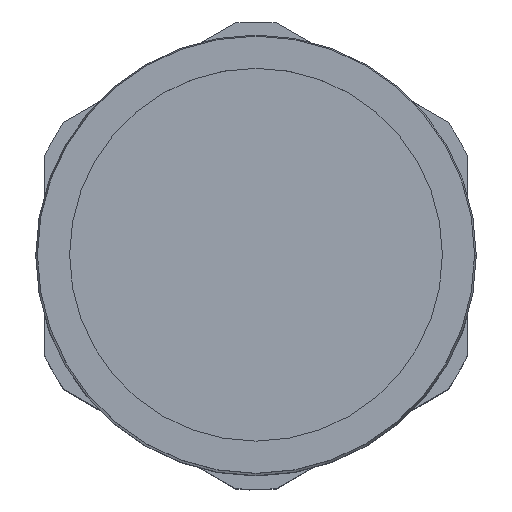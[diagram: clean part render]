
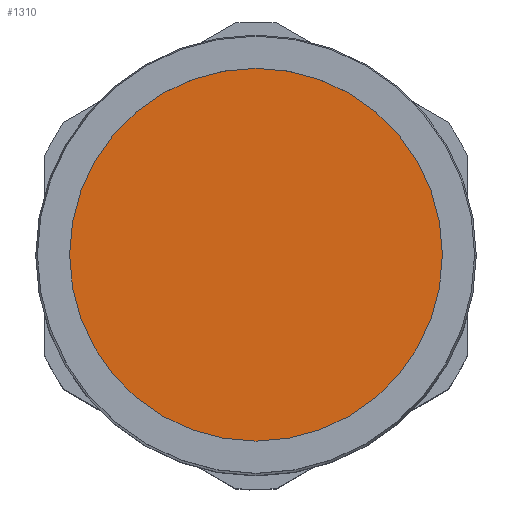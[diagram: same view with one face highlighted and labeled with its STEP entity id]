
A CAD part, top view. The second image highlights one B-rep face of the part: STEP entity #1310.
In plain terms, the highlighted planar face has unit normal (0, 0, 1).
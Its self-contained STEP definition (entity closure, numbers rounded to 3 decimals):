
#189=CARTESIAN_POINT('',(0.,0.,-30.75));
#190=DIRECTION('',(0.,0.,1.));
#191=DIRECTION('',(-1.,0.,0.));
#192=AXIS2_PLACEMENT_3D('',#189,#190,#191);
#194=CARTESIAN_POINT('',(0.,0.,-30.75));
#195=DIRECTION('',(0.,0.,1.));
#196=DIRECTION('',(1.,0.,0.));
#197=AXIS2_PLACEMENT_3D('',#194,#195,#196);
#1051=CARTESIAN_POINT('',(-11.,0.,-30.75));
#1052=CARTESIAN_POINT('',(11.,0.,-30.75));
#1053=VERTEX_POINT('',#1051);
#1054=VERTEX_POINT('',#1052);
#1301=CARTESIAN_POINT('',(0.,0.,-30.75));
#1302=DIRECTION('',(0.,0.,1.));
#1303=DIRECTION('',(-1.,0.,0.));
#1304=AXIS2_PLACEMENT_3D('',#1301,#1302,#1303);
#1305=PLANE('',#1304);
#1306=ORIENTED_EDGE('',*,*,#1281,.F.);
#1307=ORIENTED_EDGE('',*,*,#1295,.F.);
#1308=EDGE_LOOP('',(#1306,#1307));
#1309=FACE_OUTER_BOUND('',#1308,.F.);
#1310=ADVANCED_FACE('',(#1309),#1305,.T.);
#193=CIRCLE('',#192,11.);
#198=CIRCLE('',#197,11.);
#1281=EDGE_CURVE('',#1053,#1054,#193,.T.);
#1295=EDGE_CURVE('',#1054,#1053,#198,.T.);
